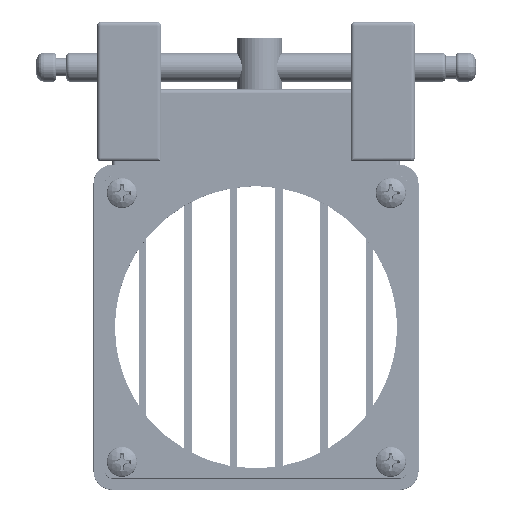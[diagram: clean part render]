
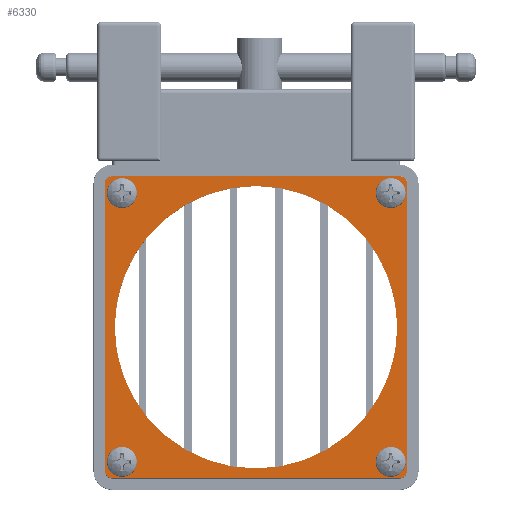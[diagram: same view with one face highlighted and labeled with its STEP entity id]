
A CAD part, top view. The second image highlights one B-rep face of the part: STEP entity #6330.
In plain terms, the highlighted planar face has unit normal (0, 0, 1).
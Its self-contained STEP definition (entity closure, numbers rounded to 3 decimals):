
#191=FACE_BOUND('',#2135,.T.);
#192=FACE_BOUND('',#2136,.T.);
#193=FACE_BOUND('',#2137,.T.);
#194=FACE_BOUND('',#2138,.T.);
#195=FACE_BOUND('',#2139,.T.);
#325=PLANE('',#6813);
#539=LINE('',#9734,#1057);
#540=LINE('',#9742,#1058);
#541=LINE('',#9750,#1059);
#542=LINE('',#9761,#1060);
#1057=VECTOR('',#7710,10.);
#1058=VECTOR('',#7721,10.);
#1059=VECTOR('',#7732,10.);
#1060=VECTOR('',#7745,10.);
#1730=FACE_OUTER_BOUND('',#2134,.T.);
#2134=EDGE_LOOP('',(#4663,#4664,#4665,#4666,#4667,#4668,#4669,#4670));
#2135=EDGE_LOOP('',(#4671));
#2136=EDGE_LOOP('',(#4672));
#2137=EDGE_LOOP('',(#4673));
#2138=EDGE_LOOP('',(#4674));
#2139=EDGE_LOOP('',(#4675));
#2670=CIRCLE('',#6795,1.9);
#2673=CIRCLE('',#6800,1.9);
#2676=CIRCLE('',#6805,1.9);
#2679=CIRCLE('',#6810,1.9);
#2681=CIRCLE('',#6814,37.5);
#2682=CIRCLE('',#6815,2.2);
#2683=CIRCLE('',#6816,2.2);
#2684=CIRCLE('',#6817,2.2);
#2685=CIRCLE('',#6818,2.2);
#3023=VERTEX_POINT('',#9728);
#3025=VERTEX_POINT('',#9732);
#3026=VERTEX_POINT('',#9736);
#3027=VERTEX_POINT('',#9740);
#3028=VERTEX_POINT('',#9744);
#3029=VERTEX_POINT('',#9748);
#3031=VERTEX_POINT('',#9753);
#3033=VERTEX_POINT('',#9759);
#3034=VERTEX_POINT('',#9769);
#3035=VERTEX_POINT('',#9771);
#3036=VERTEX_POINT('',#9773);
#3037=VERTEX_POINT('',#9775);
#3038=VERTEX_POINT('',#9777);
#3657=EDGE_CURVE('',#3025,#3023,#539,.T.);
#3659=EDGE_CURVE('',#3026,#3025,#2670,.T.);
#3661=EDGE_CURVE('',#3027,#3026,#540,.T.);
#3663=EDGE_CURVE('',#3028,#3027,#2673,.T.);
#3665=EDGE_CURVE('',#3029,#3028,#541,.T.);
#3667=EDGE_CURVE('',#3031,#3029,#2676,.T.);
#3670=EDGE_CURVE('',#3033,#3031,#542,.T.);
#3672=EDGE_CURVE('',#3023,#3033,#2679,.T.);
#3675=EDGE_CURVE('',#3034,#3034,#2681,.T.);
#3676=EDGE_CURVE('',#3035,#3035,#2682,.T.);
#3677=EDGE_CURVE('',#3036,#3036,#2683,.T.);
#3678=EDGE_CURVE('',#3037,#3037,#2684,.T.);
#3679=EDGE_CURVE('',#3038,#3038,#2685,.T.);
#4663=ORIENTED_EDGE('',*,*,#3657,.F.);
#4664=ORIENTED_EDGE('',*,*,#3659,.F.);
#4665=ORIENTED_EDGE('',*,*,#3661,.F.);
#4666=ORIENTED_EDGE('',*,*,#3663,.F.);
#4667=ORIENTED_EDGE('',*,*,#3665,.F.);
#4668=ORIENTED_EDGE('',*,*,#3667,.F.);
#4669=ORIENTED_EDGE('',*,*,#3670,.F.);
#4670=ORIENTED_EDGE('',*,*,#3672,.F.);
#4671=ORIENTED_EDGE('',*,*,#3675,.T.);
#4672=ORIENTED_EDGE('',*,*,#3676,.T.);
#4673=ORIENTED_EDGE('',*,*,#3677,.T.);
#4674=ORIENTED_EDGE('',*,*,#3678,.T.);
#4675=ORIENTED_EDGE('',*,*,#3679,.T.);
#6330=ADVANCED_FACE('',(#1730,#191,#192,#193,#194,#195),#325,.T.);
#6795=AXIS2_PLACEMENT_3D('',#9738,#7715,#7716);
#6800=AXIS2_PLACEMENT_3D('',#9746,#7726,#7727);
#6805=AXIS2_PLACEMENT_3D('',#9755,#7737,#7738);
#6810=AXIS2_PLACEMENT_3D('',#9764,#7749,#7750);
#6813=AXIS2_PLACEMENT_3D('',#9768,#7756,#7757);
#6814=AXIS2_PLACEMENT_3D('',#9770,#7758,#7759);
#6815=AXIS2_PLACEMENT_3D('',#9772,#7760,#7761);
#6816=AXIS2_PLACEMENT_3D('',#9774,#7762,#7763);
#6817=AXIS2_PLACEMENT_3D('',#9776,#7764,#7765);
#6818=AXIS2_PLACEMENT_3D('',#9778,#7766,#7767);
#7710=DIRECTION('',(-1.,0.,0.));
#7715=DIRECTION('center_axis',(0.,0.,-1.));
#7716=DIRECTION('ref_axis',(0.707,-0.707,0.));
#7721=DIRECTION('',(0.,-1.,0.));
#7726=DIRECTION('center_axis',(0.,0.,-1.));
#7727=DIRECTION('ref_axis',(0.707,0.707,0.));
#7732=DIRECTION('',(1.,0.,0.));
#7737=DIRECTION('center_axis',(0.,0.,-1.));
#7738=DIRECTION('ref_axis',(-0.707,0.707,0.));
#7745=DIRECTION('',(0.,1.,0.));
#7749=DIRECTION('center_axis',(0.,0.,-1.));
#7750=DIRECTION('ref_axis',(-0.707,-0.707,0.));
#7756=DIRECTION('center_axis',(0.,0.,1.));
#7757=DIRECTION('ref_axis',(1.,0.,0.));
#7758=DIRECTION('center_axis',(0.,0.,-1.));
#7759=DIRECTION('ref_axis',(1.,0.,0.));
#7760=DIRECTION('center_axis',(0.,0.,-1.));
#7761=DIRECTION('ref_axis',(1.,0.,0.));
#7762=DIRECTION('center_axis',(0.,0.,-1.));
#7763=DIRECTION('ref_axis',(1.,0.,0.));
#7764=DIRECTION('center_axis',(0.,0.,-1.));
#7765=DIRECTION('ref_axis',(1.,0.,0.));
#7766=DIRECTION('center_axis',(0.,0.,-1.));
#7767=DIRECTION('ref_axis',(1.,0.,0.));
#9728=CARTESIAN_POINT('',(-39.047,-40.947,62.734));
#9732=CARTESIAN_POINT('',(37.253,-40.947,62.734));
#9734=CARTESIAN_POINT('',(-19.972,-40.947,62.734));
#9736=CARTESIAN_POINT('',(39.153,-39.047,62.734));
#9738=CARTESIAN_POINT('Origin',(37.253,-39.047,62.734));
#9740=CARTESIAN_POINT('',(39.153,37.253,62.734));
#9742=CARTESIAN_POINT('',(39.153,-19.972,62.734));
#9744=CARTESIAN_POINT('',(37.253,39.153,62.734));
#9746=CARTESIAN_POINT('Origin',(37.253,37.253,62.734));
#9748=CARTESIAN_POINT('',(-39.047,39.153,62.734));
#9750=CARTESIAN_POINT('',(18.178,39.153,62.734));
#9753=CARTESIAN_POINT('',(-40.947,37.253,62.734));
#9755=CARTESIAN_POINT('Origin',(-39.047,37.253,62.734));
#9759=CARTESIAN_POINT('',(-40.947,-39.047,62.734));
#9761=CARTESIAN_POINT('',(-40.947,18.178,62.734));
#9764=CARTESIAN_POINT('Origin',(-39.047,-39.047,62.734));
#9768=CARTESIAN_POINT('Origin',(-0.897,-0.897,62.734));
#9769=CARTESIAN_POINT('',(-38.397,-0.897,62.734));
#9770=CARTESIAN_POINT('Origin',(-0.897,-0.897,62.734));
#9771=CARTESIAN_POINT('',(32.653,34.693,62.734));
#9772=CARTESIAN_POINT('Origin',(34.853,34.693,62.734));
#9773=CARTESIAN_POINT('',(32.653,-36.647,62.734));
#9774=CARTESIAN_POINT('Origin',(34.853,-36.647,62.734));
#9775=CARTESIAN_POINT('',(-38.687,-36.647,62.734));
#9776=CARTESIAN_POINT('Origin',(-36.487,-36.647,62.734));
#9777=CARTESIAN_POINT('',(-38.687,34.693,62.734));
#9778=CARTESIAN_POINT('Origin',(-36.487,34.693,62.734));
